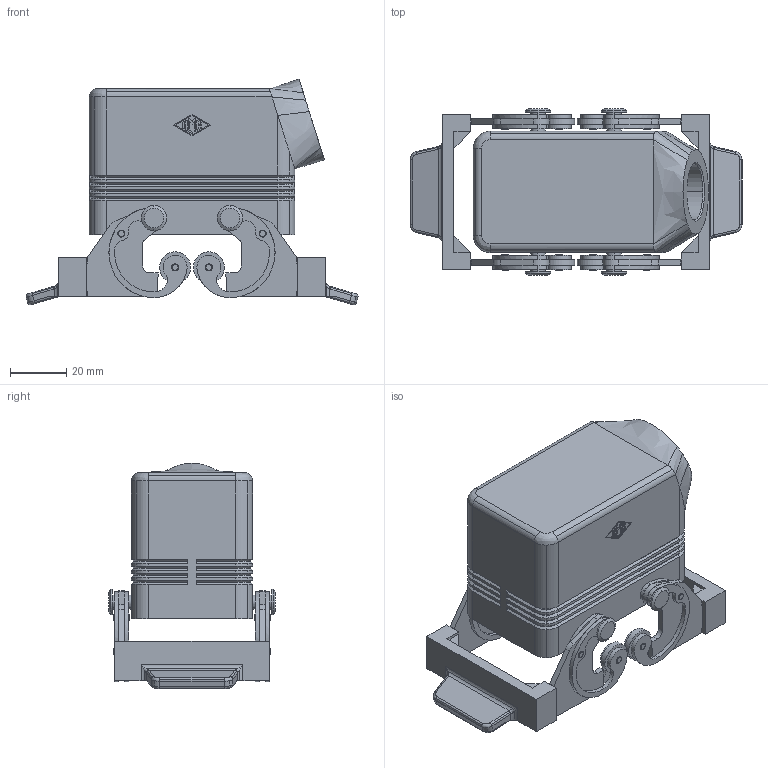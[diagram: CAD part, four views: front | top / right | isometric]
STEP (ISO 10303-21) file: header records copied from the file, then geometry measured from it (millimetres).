
FILE_DESCRIPTION((''),'2;1');
FILE_NAME('MHO 10 X20.stp','2007-01-05T12:12:51',('gembarski'),(''),'Autodesk Inventor 7','Autodesk Inventor 7','');
FILE_SCHEMA(('AUTOMOTIVE_DESIGN { 1 0 10303 214 1 1 1 1 }'));
Length unit declared in the file: millimetre
Products named in the file (1): CHO Tüllengehäuse 2 Bügel für einen Einsatz
Bounding box: 117.89 x 59 x 80.09 mm (x, y, z)
Volume: 74869.1 mm3; surface area: 45289.3 mm2
Topology: 1 solids, 5 shells, 818 faces, 2083 edges, 1302 vertices
Faces by surface type: bspline 283, plane 236, cylinder 209, cone 70, torus 20
Entity records: 28173 total; most frequent: CARTESIAN_POINT 8643, ORIENTED_EDGE 4142, DIRECTION 4055, EDGE_CURVE 2071, AXIS2_PLACEMENT_3D 1460, VERTEX_POINT 1302, VECTOR 1135, LINE 1135
